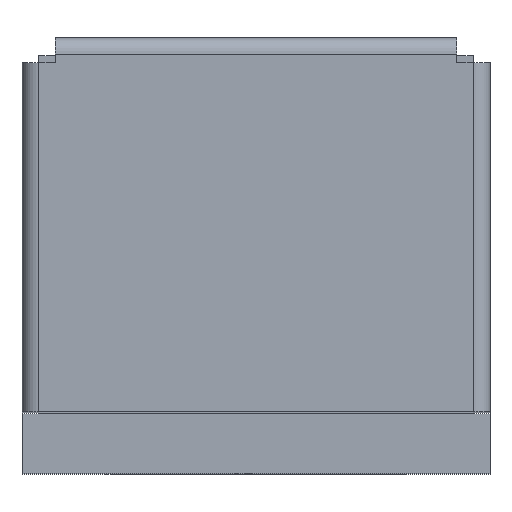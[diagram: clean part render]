
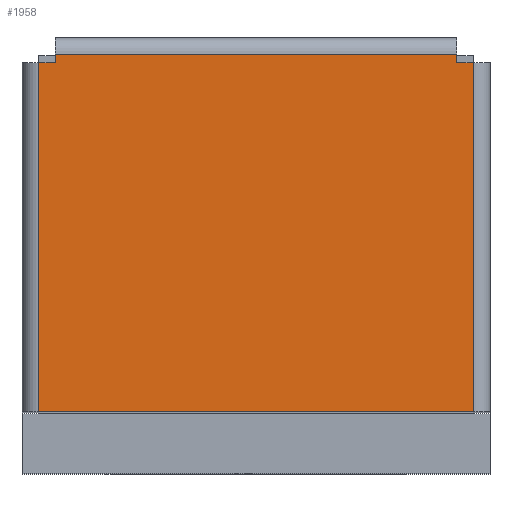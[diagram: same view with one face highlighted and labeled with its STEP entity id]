
A CAD part, top view. The second image highlights one B-rep face of the part: STEP entity #1958.
In plain terms, the highlighted planar face has unit normal (0, 0, 1).
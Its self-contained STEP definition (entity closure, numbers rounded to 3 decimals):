
#701=CARTESIAN_POINT('',(-6.5,5.8,12.81));
#702=VERTEX_POINT('',#701);
#720=CARTESIAN_POINT('',(-6.5,-4.65,12.81));
#721=VERTEX_POINT('',#720);
#729=CARTESIAN_POINT('',(-6.5,-53.229,12.81));
#730=DIRECTION('',(0.,1.,-0.));
#731=VECTOR('',#730,104.5);
#732=LINE('',#729,#731);
#733=EDGE_CURVE('',#721,#702,#732,.T.);
#800=CARTESIAN_POINT('',(6.5,-4.65,12.81));
#801=VERTEX_POINT('',#800);
#809=CARTESIAN_POINT('',(128.,-4.65,12.81));
#810=DIRECTION('',(-1.,0.,0.));
#811=VECTOR('',#810,130.);
#812=LINE('',#809,#811);
#813=EDGE_CURVE('',#801,#721,#812,.T.);
#882=CARTESIAN_POINT('',(6.,6.05,12.81));
#883=VERTEX_POINT('',#882);
#901=CARTESIAN_POINT('',(-6.,6.05,12.81));
#902=VERTEX_POINT('',#901);
#910=CARTESIAN_POINT('',(-60.,6.05,12.81));
#911=DIRECTION('',(1.,0.,-0.));
#912=VECTOR('',#911,120.);
#913=LINE('',#910,#912);
#914=EDGE_CURVE('',#902,#883,#913,.T.);
#965=CARTESIAN_POINT('',(-6.,5.8,12.81));
#966=VERTEX_POINT('',#965);
#973=CARTESIAN_POINT('',(-6.,-0.95,12.81));
#974=DIRECTION('',(0.,1.,0.));
#975=VECTOR('',#974,2.5);
#976=LINE('',#973,#975);
#977=EDGE_CURVE('',#966,#902,#976,.T.);
#1090=CARTESIAN_POINT('',(6.5,5.8,12.81));
#1091=VERTEX_POINT('',#1090);
#1099=CARTESIAN_POINT('',(6.5,51.271,12.81));
#1100=DIRECTION('',(0.,-1.,0.));
#1101=VECTOR('',#1100,104.5);
#1102=LINE('',#1099,#1101);
#1103=EDGE_CURVE('',#1091,#801,#1102,.T.);
#1146=CARTESIAN_POINT('',(6.,5.8,12.81));
#1147=VERTEX_POINT('',#1146);
#1154=CARTESIAN_POINT('',(-3.,5.8,12.81));
#1155=DIRECTION('',(1.,0.,-0.));
#1156=VECTOR('',#1155,5.);
#1157=LINE('',#1154,#1156);
#1158=EDGE_CURVE('',#1147,#1091,#1157,.T.);
#1896=CARTESIAN_POINT('',(-11.,5.8,12.81));
#1897=DIRECTION('',(1.,0.,-0.));
#1898=VECTOR('',#1897,5.);
#1899=LINE('',#1896,#1898);
#1900=EDGE_CURVE('',#702,#966,#1899,.T.);
#1922=CARTESIAN_POINT('',(6.,8.3,12.81));
#1923=DIRECTION('',(0.,-1.,0.));
#1924=VECTOR('',#1923,2.5);
#1925=LINE('',#1922,#1924);
#1926=EDGE_CURVE('',#883,#1147,#1925,.T.);
#1943=CARTESIAN_POINT('',(0.,0.92,12.81));
#1944=DIRECTION('',(0.,0.,1.));
#1945=DIRECTION('',(1.,0.,-0.));
#1946=AXIS2_PLACEMENT_3D('',#1943,#1944,#1945);
#1947=PLANE('',#1946);
#1948=ORIENTED_EDGE('',*,*,#733,.F.);
#1949=ORIENTED_EDGE('',*,*,#813,.F.);
#1950=ORIENTED_EDGE('',*,*,#1103,.F.);
#1951=ORIENTED_EDGE('',*,*,#1158,.F.);
#1952=ORIENTED_EDGE('',*,*,#1926,.F.);
#1953=ORIENTED_EDGE('',*,*,#914,.F.);
#1954=ORIENTED_EDGE('',*,*,#977,.F.);
#1955=ORIENTED_EDGE('',*,*,#1900,.F.);
#1956=EDGE_LOOP('',(#1948,#1949,#1950,#1951,#1952,#1953,#1954,#1955));
#1957=FACE_BOUND('',#1956,.T.);
#1958=ADVANCED_FACE('',(#1957),#1947,.T.);
